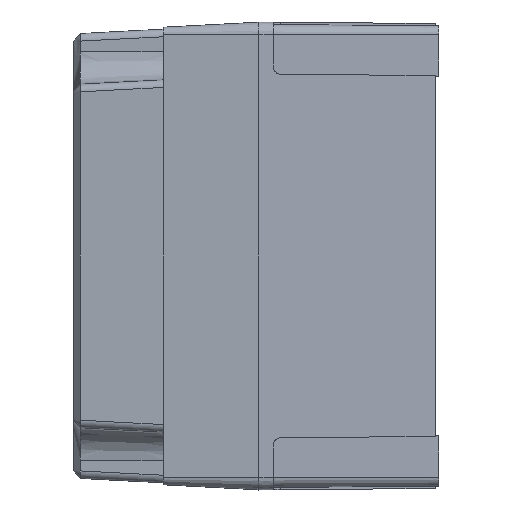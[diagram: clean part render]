
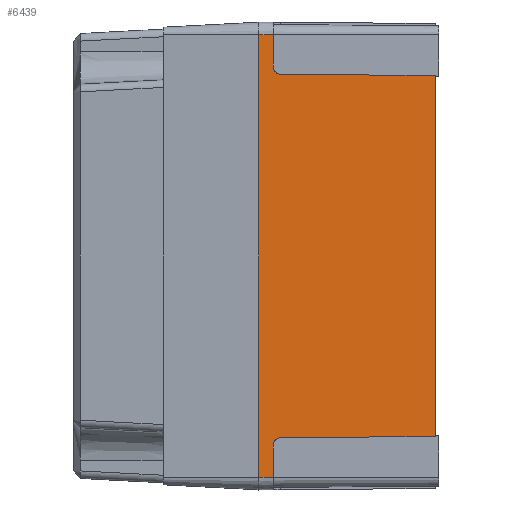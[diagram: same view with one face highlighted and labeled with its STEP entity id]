
A CAD part, left-side view. The second image highlights one B-rep face of the part: STEP entity #6439.
In plain terms, the highlighted planar face has unit normal (-1, -0.009, 0).
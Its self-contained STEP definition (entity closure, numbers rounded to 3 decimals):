
#157 = DIRECTION ( 'NONE',  ( 0., 0., 1. ) ) ;
#231 = CARTESIAN_POINT ( 'NONE',  ( -64.622, -49., 50.157 ) ) ;
#281 = EDGE_LOOP ( 'NONE', ( #438, #5894, #4006, #6276, #13386, #3939, #11312, #4160, #10343, #12152 ) ) ;
#400 = CARTESIAN_POINT ( 'NONE',  ( -65.05, 0., -61.55 ) ) ;
#438 = ORIENTED_EDGE ( 'NONE', *, *, #7625, .F. ) ;
#714 =( BOUNDED_CURVE ( )  B_SPLINE_CURVE ( 3, ( #8064, #6947, #10360, #7910 ),
 .UNSPECIFIED., .F., .T. ) 
 B_SPLINE_CURVE_WITH_KNOTS ( ( 4, 4 ),
 ( 4.721, 6.283 ),
 .UNSPECIFIED. ) 
 CURVE ( )  GEOMETRIC_REPRESENTATION_ITEM ( )  RATIONAL_B_SPLINE_CURVE ( ( 1., 0.807, 0.807, 1. ) ) 
 REPRESENTATION_ITEM ( '' )  );
#934 = EDGE_CURVE ( 'NONE', #13103, #10968, #7170, .T. ) ;
#1241 = DIRECTION ( 'NONE',  ( -0.009, 1., 0. ) ) ;
#1577 = CARTESIAN_POINT ( 'NONE',  ( -65.015, -4., -52.533 ) ) ;
#1830 =( BOUNDED_CURVE ( )  B_SPLINE_CURVE ( 3, ( #15028, #7795, #10323, #2011 ),
 .UNSPECIFIED., .F., .T. ) 
 B_SPLINE_CURVE_WITH_KNOTS ( ( 4, 4 ),
 ( 3.142, 4.704 ),
 .UNSPECIFIED. ) 
 CURVE ( )  GEOMETRIC_REPRESENTATION_ITEM ( )  RATIONAL_B_SPLINE_CURVE ( ( 1., 0.807, 0.807, 1. ) ) 
 REPRESENTATION_ITEM ( '' )  );
#2011 = CARTESIAN_POINT ( 'NONE',  ( -64.998, -5.983, -50.533 ) ) ;
#2147 = AXIS2_PLACEMENT_3D ( 'NONE', #12047, #4744, #7193 ) ;
#2288 = VERTEX_POINT ( 'NONE', #6046 ) ;
#2864 = DIRECTION ( 'NONE',  ( 0., 0., 1. ) ) ;
#2873 = EDGE_CURVE ( 'NONE', #13859, #5949, #714, .T. ) ;
#2906 = VECTOR ( 'NONE', #157, 1000. ) ;
#3522 = EDGE_CURVE ( 'NONE', #9139, #11240, #6138, .T. ) ;
#3615 = EDGE_CURVE ( 'NONE', #5949, #13103, #6068, .T. ) ;
#3939 = ORIENTED_EDGE ( 'NONE', *, *, #14220, .F. ) ;
#4006 = ORIENTED_EDGE ( 'NONE', *, *, #3615, .T. ) ;
#4160 = ORIENTED_EDGE ( 'NONE', *, *, #13838, .T. ) ;
#4340 = VERTEX_POINT ( 'NONE', #12350 ) ;
#4389 = VECTOR ( 'NONE', #8597, 1000. ) ;
#4744 = DIRECTION ( 'NONE',  ( -1., -0.009, 0. ) ) ;
#4757 = CARTESIAN_POINT ( 'NONE',  ( -65.051, 0.096, -50.586 ) ) ;
#4941 = CARTESIAN_POINT ( 'NONE',  ( -65.015, -4., -61.55 ) ) ;
#5009 = CARTESIAN_POINT ( 'NONE',  ( -65.015, -4., -61.55 ) ) ;
#5242 = CARTESIAN_POINT ( 'NONE',  ( -65.05, 0., 61.55 ) ) ;
#5894 = ORIENTED_EDGE ( 'NONE', *, *, #2873, .T. ) ;
#5949 = VERTEX_POINT ( 'NONE', #12787 ) ;
#6046 = CARTESIAN_POINT ( 'NONE',  ( -65.05, 0., -61.55 ) ) ;
#6068 = LINE ( 'NONE', #4941, #7183 ) ;
#6138 = LINE ( 'NONE', #13133, #4389 ) ;
#6276 = ORIENTED_EDGE ( 'NONE', *, *, #934, .T. ) ;
#6439 = ADVANCED_FACE ( 'NONE', ( #14366 ), #10928, .T. ) ;
#6503 = CARTESIAN_POINT ( 'NONE',  ( -65.041, -0.978, 50.576 ) ) ;
#6947 = CARTESIAN_POINT ( 'NONE',  ( -65.008, -4.819, 50.543 ) ) ;
#7170 = LINE ( 'NONE', #12105, #13925 ) ;
#7183 = VECTOR ( 'NONE', #8520, 1000. ) ;
#7193 = DIRECTION ( 'NONE',  ( 0.009, -1., 0. ) ) ;
#7363 = DIRECTION ( 'NONE',  ( -0.009, 1., -0.009 ) ) ;
#7625 = EDGE_CURVE ( 'NONE', #13859, #11240, #11341, .T. ) ;
#7795 = CARTESIAN_POINT ( 'NONE',  ( -65.015, -4., -51.369 ) ) ;
#7910 = CARTESIAN_POINT ( 'NONE',  ( -65.015, -4., 52.533 ) ) ;
#8064 = CARTESIAN_POINT ( 'NONE',  ( -64.998, -5.983, 50.533 ) ) ;
#8411 = EDGE_CURVE ( 'NONE', #9139, #4340, #8563, .T. ) ;
#8420 = LINE ( 'NONE', #8643, #2906 ) ;
#8520 = DIRECTION ( 'NONE',  ( 0., 0., 1. ) ) ;
#8563 = LINE ( 'NONE', #4757, #13595 ) ;
#8597 = DIRECTION ( 'NONE',  ( 0., 0., 1. ) ) ;
#8643 = CARTESIAN_POINT ( 'NONE',  ( -65.05, 0., -61.55 ) ) ;
#8760 = VECTOR ( 'NONE', #15001, 1000. ) ;
#9069 = CARTESIAN_POINT ( 'NONE',  ( -64.998, -5.983, 50.533 ) ) ;
#9139 = VERTEX_POINT ( 'NONE', #14164 ) ;
#9698 = CARTESIAN_POINT ( 'NONE',  ( -65.015, -4., 61.55 ) ) ;
#9778 = VECTOR ( 'NONE', #2864, 1000. ) ;
#9929 = EDGE_CURVE ( 'NONE', #10267, #11459, #11036, .T. ) ;
#10267 = VERTEX_POINT ( 'NONE', #11889 ) ;
#10323 = CARTESIAN_POINT ( 'NONE',  ( -65.008, -4.819, -50.543 ) ) ;
#10343 = ORIENTED_EDGE ( 'NONE', *, *, #8411, .F. ) ;
#10360 = CARTESIAN_POINT ( 'NONE',  ( -65.015, -4., 51.369 ) ) ;
#10928 = PLANE ( 'NONE',  #2147 ) ;
#10968 = VERTEX_POINT ( 'NONE', #5242 ) ;
#11036 = LINE ( 'NONE', #5009, #9778 ) ;
#11240 = VERTEX_POINT ( 'NONE', #231 ) ;
#11312 = ORIENTED_EDGE ( 'NONE', *, *, #9929, .T. ) ;
#11341 = LINE ( 'NONE', #6503, #8760 ) ;
#11459 = VERTEX_POINT ( 'NONE', #1577 ) ;
#11889 = CARTESIAN_POINT ( 'NONE',  ( -65.015, -4., -61.55 ) ) ;
#12047 = CARTESIAN_POINT ( 'NONE',  ( -65.05, 0., -61.55 ) ) ;
#12105 = CARTESIAN_POINT ( 'NONE',  ( -65.05, 0., 61.55 ) ) ;
#12152 = ORIENTED_EDGE ( 'NONE', *, *, #3522, .T. ) ;
#12350 = CARTESIAN_POINT ( 'NONE',  ( -64.998, -5.983, -50.533 ) ) ;
#12581 = EDGE_CURVE ( 'NONE', #2288, #10968, #8420, .T. ) ;
#12704 = LINE ( 'NONE', #400, #12959 ) ;
#12787 = CARTESIAN_POINT ( 'NONE',  ( -65.015, -4., 52.533 ) ) ;
#12959 = VECTOR ( 'NONE', #15091, 1000. ) ;
#13103 = VERTEX_POINT ( 'NONE', #9698 ) ;
#13133 = CARTESIAN_POINT ( 'NONE',  ( -64.622, -49., -61.55 ) ) ;
#13386 = ORIENTED_EDGE ( 'NONE', *, *, #12581, .F. ) ;
#13595 = VECTOR ( 'NONE', #7363, 1000. ) ;
#13838 = EDGE_CURVE ( 'NONE', #11459, #4340, #1830, .T. ) ;
#13859 = VERTEX_POINT ( 'NONE', #9069 ) ;
#13925 = VECTOR ( 'NONE', #1241, 1000. ) ;
#14164 = CARTESIAN_POINT ( 'NONE',  ( -64.622, -49., -50.157 ) ) ;
#14220 = EDGE_CURVE ( 'NONE', #10267, #2288, #12704, .T. ) ;
#14366 = FACE_OUTER_BOUND ( 'NONE', #281, .T. ) ;
#15001 = DIRECTION ( 'NONE',  ( 0.009, -1., -0.009 ) ) ;
#15028 = CARTESIAN_POINT ( 'NONE',  ( -65.015, -4., -52.533 ) ) ;
#15091 = DIRECTION ( 'NONE',  ( -0.009, 1., 0. ) ) ;
